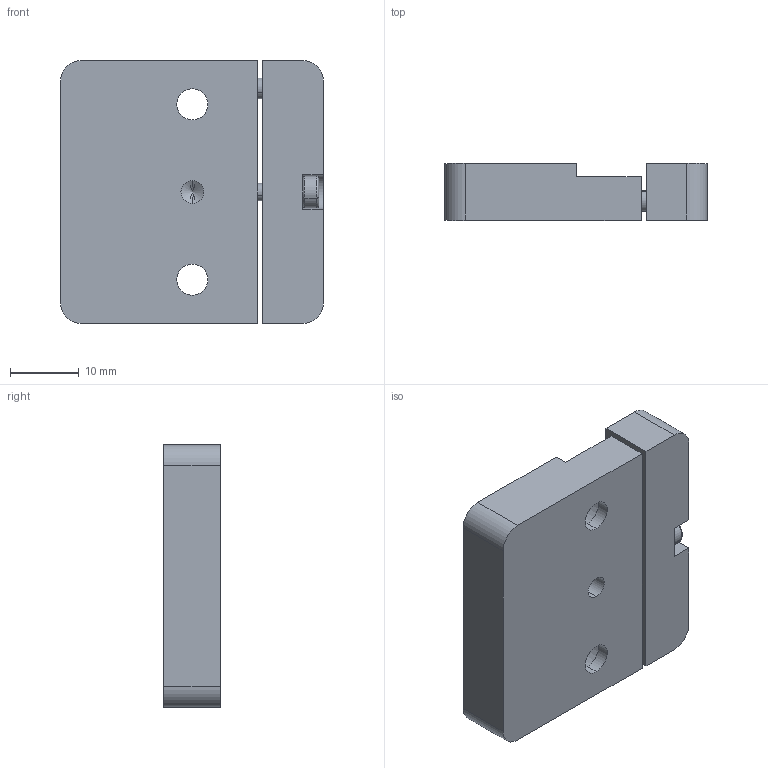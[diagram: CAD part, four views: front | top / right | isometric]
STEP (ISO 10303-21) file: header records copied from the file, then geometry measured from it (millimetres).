
FILE_DESCRIPTION (( 'STEP AP203' ), '1' );
FILE_NAME ('1.3.13.2_ZZP-1.0_平台安装座，用于1英寸分束立方和直角棱镜，M4螺孔.STEP', '2024-04-13T08:25:47', ( '' ), ( '' ), 'SwSTEP 2.0', 'SolidWorks 2021', '' );
FILE_SCHEMA (( 'CONFIG_CONTROL_DESIGN' ));
Length unit declared in the file: millimetre
Products named in the file (6): 30.1.圆柱头内六角不锈钢螺丝_30.1.46-M2.5*10; 埴翐倛棠沺_40.1.8-CY-4*3; 1.3.13.2.2_平台安装座主体2，用于1英寸分束立方和直角棱镜，M4螺孔; 1.3.13.2_ZZP-1.0_平台安装座，用于1英寸分束立方和直角棱镜，M4螺孔; 33.1.155-226 φ3不锈钢圆柱销，A_33.1.159-DB-φ3*8; 1.3.13.2.1_平台安装座主体1，用于1英寸分束立方和直角棱镜，M4螺孔
Assembly tree (5 placements, depth 2):
  1.3.13.2_ZZP-1.0_平台安装座，用于1英寸分束立方和直角棱镜，M4螺孔
    1.3.13.2.1_平台安装座主体1，用于1英寸分束立方和直角棱镜，M4螺孔
    1.3.13.2.2_平台安装座主体2，用于1英寸分束立方和直角棱镜，M4螺孔
    埴翐倛棠沺_40.1.8-CY-4*3
    30.1.圆柱头内六角不锈钢螺丝_30.1.46-M2.5*10
    33.1.155-226 φ3不锈钢圆柱销，A_33.1.159-DB-φ3*8
Bounding box: 38.1 x 8.2 x 38.1 mm (x, y, z)
Volume: 9228 mm3; surface area: 5665.6 mm2
Topology: 5 solids, 5 shells, 168 faces, 418 edges, 270 vertices
Faces by surface type: plane 78, cylinder 54, bspline 16, cone 12, torus 8
Entity records: 6516 total; most frequent: CARTESIAN_POINT 1892, DIRECTION 828, ORIENTED_EDGE 828, EDGE_CURVE 414, AXIS2_PLACEMENT_3D 294, VERTEX_POINT 270, VECTOR 240, LINE 240
